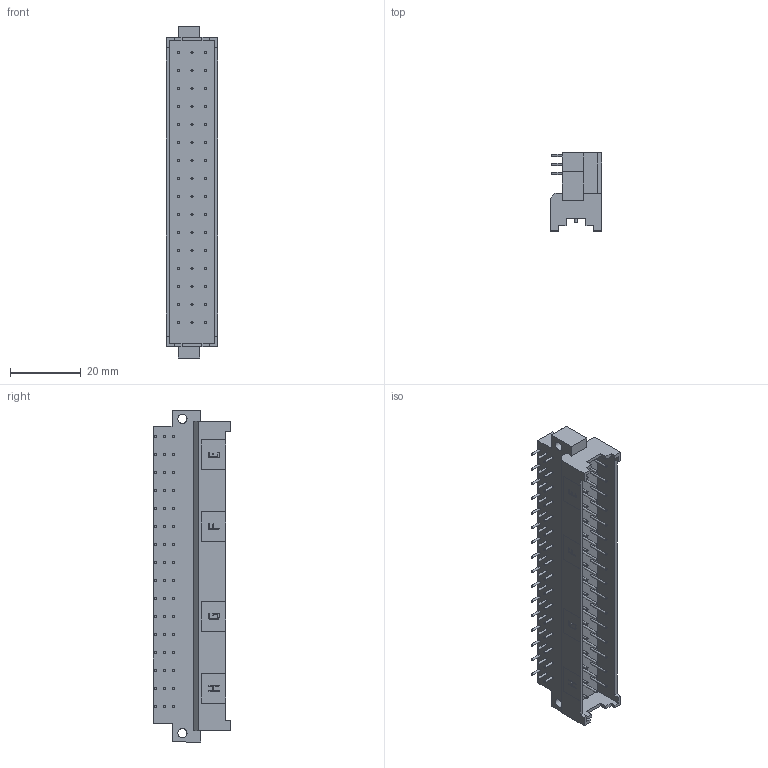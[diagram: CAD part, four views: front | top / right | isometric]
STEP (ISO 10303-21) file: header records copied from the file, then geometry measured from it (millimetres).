
FILE_DESCRIPTION(/* description */ (''),/* implementation_level */ '2;1');
FILE_NAME(/* name */ '100188646ugm000_b.stp',/* time_stamp */ '2015-01-19T08:46:39+01:00',/* author */ (''),/* organization */ (''),/* preprocessor_version */ 'ST-DEVELOPER v15',/* originating_system */ 'SIEMENS PLM Software NX 8.5',/* authorisation */ '');
FILE_SCHEMA (('AUTOMOTIVE_DESIGN { 1 0 10303 214 3 1 1 1 }'));
Length unit declared in the file: millimetre
Products named in the file (1): 100188646ugm000_b
Bounding box: 14.7 x 22 x 93.9 mm (x, y, z)
Volume: 15182.6 mm3; surface area: 9048.2 mm2
Topology: 1 solids, 1 shells, 329 faces, 696 edges, 506 vertices
Faces by surface type: plane 210, cylinder 98, extrusion 21
Full cylindrical faces by diameter (mm): 0.6 x96, 2.58 x2
Entity records: 10465 total; most frequent: CARTESIAN_POINT 2602, DIRECTION 1360, ORIENTED_EDGE 1114, EDGE_CURVE 557, EDGE_LOOP 541, AXIS2_PLACEMENT_3D 505, VERTEX_POINT 438, VECTOR 350
